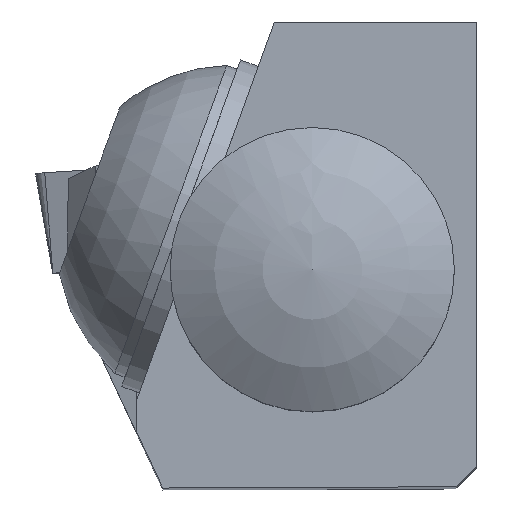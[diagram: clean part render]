
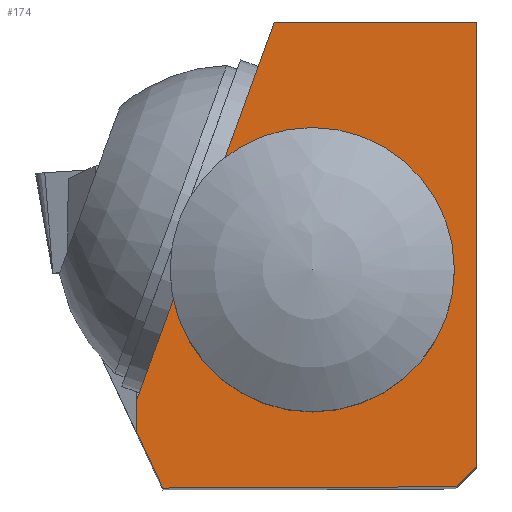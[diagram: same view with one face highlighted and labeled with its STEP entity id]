
A CAD part, top view. The second image highlights one B-rep face of the part: STEP entity #174.
In plain terms, the highlighted planar face has unit normal (0, 0, 1).
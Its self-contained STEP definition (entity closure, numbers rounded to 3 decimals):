
#122=FACE_BOUND('',#288,.T.);
#123=FACE_BOUND('',#289,.T.);
#174=ADVANCED_FACE('',(#122,#123),#226,.F.);
#226=PLANE('',#999);
#288=EDGE_LOOP('',(#556));
#289=EDGE_LOOP('',(#557,#558,#559,#560,#561,#562,#563));
#386=LINE('',#1409,#459);
#393=LINE('',#1425,#466);
#395=LINE('',#1430,#468);
#396=LINE('',#1433,#469);
#397=LINE('',#1435,#470);
#398=LINE('',#1437,#471);
#399=LINE('',#1438,#472);
#459=VECTOR('',#1127,1.);
#466=VECTOR('',#1142,1.);
#468=VECTOR('',#1148,1.);
#469=VECTOR('',#1149,1.);
#470=VECTOR('',#1150,1.);
#471=VECTOR('',#1151,1.);
#472=VECTOR('',#1152,1.);
#556=ORIENTED_EDGE('',*,*,#825,.T.);
#557=ORIENTED_EDGE('',*,*,#826,.T.);
#558=ORIENTED_EDGE('',*,*,#827,.T.);
#559=ORIENTED_EDGE('',*,*,#828,.T.);
#560=ORIENTED_EDGE('',*,*,#829,.T.);
#561=ORIENTED_EDGE('',*,*,#815,.F.);
#562=ORIENTED_EDGE('',*,*,#823,.T.);
#563=ORIENTED_EDGE('',*,*,#830,.F.);
#731=VERTEX_POINT('',#1402);
#734=VERTEX_POINT('',#1408);
#739=VERTEX_POINT('',#1424);
#740=VERTEX_POINT('',#1429);
#741=VERTEX_POINT('',#1431);
#742=VERTEX_POINT('',#1432);
#743=VERTEX_POINT('',#1434);
#744=VERTEX_POINT('',#1436);
#815=EDGE_CURVE('',#734,#731,#386,.T.);
#823=EDGE_CURVE('',#734,#739,#393,.T.);
#825=EDGE_CURVE('',#740,#740,#887,.T.);
#826=EDGE_CURVE('',#741,#742,#395,.T.);
#827=EDGE_CURVE('',#742,#743,#396,.T.);
#828=EDGE_CURVE('',#743,#744,#397,.T.);
#829=EDGE_CURVE('',#744,#731,#398,.T.);
#830=EDGE_CURVE('',#741,#739,#399,.T.);
#887=CIRCLE('',#998,2.5);
#998=AXIS2_PLACEMENT_3D('',#1428,#1146,#1147);
#999=AXIS2_PLACEMENT_3D('',#1439,#1153,#1154);
#1127=DIRECTION('',(0.342,0.94,0.));
#1142=DIRECTION('',(0.,-1.,0.));
#1146=DIRECTION('',(0.,0.,-1.));
#1147=DIRECTION('',(0.,-1.,0.));
#1148=DIRECTION('',(1.,0.004,0.));
#1149=DIRECTION('',(0.706,0.709,0.));
#1150=DIRECTION('',(0.,1.,0.));
#1151=DIRECTION('',(-1.,0.,0.));
#1152=DIRECTION('',(-0.423,0.906,0.));
#1153=DIRECTION('',(0.,0.,-1.));
#1154=DIRECTION('',(0.,-1.,0.));
#1402=CARTESIAN_POINT('',(-6.4,14.75,-8.));
#1408=CARTESIAN_POINT('',(-10.75,2.8,-8.));
#1409=CARTESIAN_POINT('',(-11.769,0.,-8.));
#1424=CARTESIAN_POINT('',(-10.75,1.761,-8.));
#1425=CARTESIAN_POINT('',(-10.75,16.,-8.));
#1428=CARTESIAN_POINT('',(-5.2,6.9,-8.));
#1429=CARTESIAN_POINT('',(-5.2,4.4,-8.));
#1430=CARTESIAN_POINT('',(0.064,0.044,-8.));
#1431=CARTESIAN_POINT('',(-9.929,0.,-8.));
#1432=CARTESIAN_POINT('',(-0.65,0.04,-8.));
#1433=CARTESIAN_POINT('',(-0.65,0.04,-8.));
#1434=CARTESIAN_POINT('',(0.,0.693,-8.));
#1435=CARTESIAN_POINT('',(0.,0.,-8.));
#1436=CARTESIAN_POINT('',(0.,14.75,-8.));
#1437=CARTESIAN_POINT('',(0.,14.75,-8.));
#1438=CARTESIAN_POINT('',(-13.805,8.313,-8.));
#1439=CARTESIAN_POINT('',(0.,14.75,-8.));
